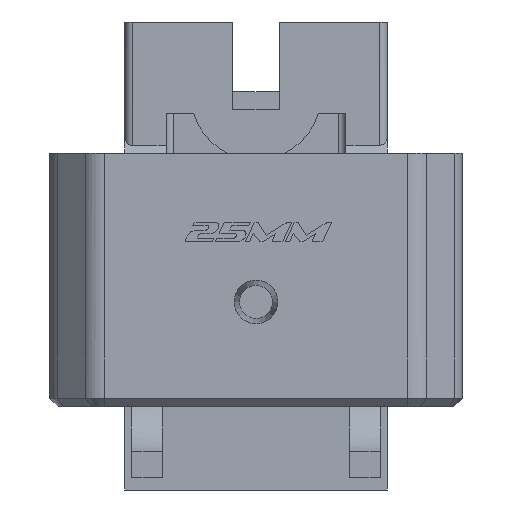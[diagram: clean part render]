
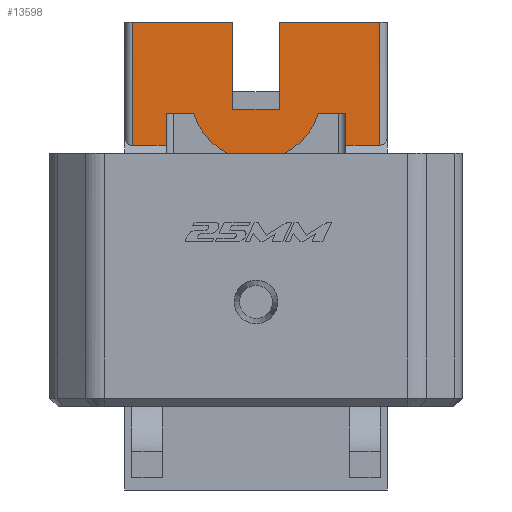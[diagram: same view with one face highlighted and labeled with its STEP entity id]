
A CAD part, left-side view. The second image highlights one B-rep face of the part: STEP entity #13598.
In plain terms, the highlighted planar face has unit normal (-1, 0, 0).
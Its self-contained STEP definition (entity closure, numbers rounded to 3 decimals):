
#372=PLANE('',#14474);
#854=FACE_OUTER_BOUND('',#1611,.T.);
#1611=EDGE_LOOP('',(#9862,#9863,#9864,#9865,#9866,#9867,#9868,#9869,#9870,
#9871,#9872,#9873,#9874,#9875));
#2465=CIRCLE('',#14475,7.445);
#2799=LINE('',#19788,#4210);
#2814=LINE('',#19822,#4225);
#2815=LINE('',#19825,#4226);
#2816=LINE('',#19828,#4227);
#2817=LINE('',#19830,#4228);
#2818=LINE('',#19832,#4229);
#2819=LINE('',#19834,#4230);
#2820=LINE('',#19836,#4231);
#2821=LINE('',#19838,#4232);
#2822=LINE('',#19840,#4233);
#2823=LINE('',#19842,#4234);
#2824=LINE('',#19844,#4235);
#2825=LINE('',#19845,#4236);
#4210=VECTOR('',#15622,1000.);
#4225=VECTOR('',#15649,1000.);
#4226=VECTOR('',#15652,1000.);
#4227=VECTOR('',#15655,1000.);
#4228=VECTOR('',#15656,1000.);
#4229=VECTOR('',#15657,1000.);
#4230=VECTOR('',#15658,1000.);
#4231=VECTOR('',#15659,1000.);
#4232=VECTOR('',#15660,1000.);
#4233=VECTOR('',#15661,1000.);
#4234=VECTOR('',#15662,1000.);
#4235=VECTOR('',#15663,1000.);
#4236=VECTOR('',#15664,1000.);
#6223=VERTEX_POINT('',#19785);
#6224=VERTEX_POINT('',#19787);
#6235=VERTEX_POINT('',#19816);
#6237=VERTEX_POINT('',#19820);
#6238=VERTEX_POINT('',#19824);
#6239=VERTEX_POINT('',#19827);
#6240=VERTEX_POINT('',#19829);
#6241=VERTEX_POINT('',#19831);
#6242=VERTEX_POINT('',#19833);
#6243=VERTEX_POINT('',#19835);
#6244=VERTEX_POINT('',#19837);
#6245=VERTEX_POINT('',#19839);
#6246=VERTEX_POINT('',#19841);
#6247=VERTEX_POINT('',#19843);
#7659=EDGE_CURVE('',#6223,#6224,#2799,.T.);
#7677=EDGE_CURVE('',#6237,#6235,#2814,.T.);
#7678=EDGE_CURVE('',#6238,#6224,#2815,.T.);
#7679=EDGE_CURVE('',#6223,#6235,#2465,.T.);
#7680=EDGE_CURVE('',#6239,#6237,#2816,.T.);
#7681=EDGE_CURVE('',#6239,#6240,#2817,.T.);
#7682=EDGE_CURVE('',#6240,#6241,#2818,.T.);
#7683=EDGE_CURVE('',#6242,#6241,#2819,.T.);
#7684=EDGE_CURVE('',#6242,#6243,#2820,.T.);
#7685=EDGE_CURVE('',#6244,#6243,#2821,.T.);
#7686=EDGE_CURVE('',#6245,#6244,#2822,.T.);
#7687=EDGE_CURVE('',#6246,#6245,#2823,.T.);
#7688=EDGE_CURVE('',#6246,#6247,#2824,.T.);
#7689=EDGE_CURVE('',#6247,#6238,#2825,.T.);
#9862=ORIENTED_EDGE('',*,*,#7678,.T.);
#9863=ORIENTED_EDGE('',*,*,#7659,.F.);
#9864=ORIENTED_EDGE('',*,*,#7679,.T.);
#9865=ORIENTED_EDGE('',*,*,#7677,.F.);
#9866=ORIENTED_EDGE('',*,*,#7680,.F.);
#9867=ORIENTED_EDGE('',*,*,#7681,.T.);
#9868=ORIENTED_EDGE('',*,*,#7682,.T.);
#9869=ORIENTED_EDGE('',*,*,#7683,.F.);
#9870=ORIENTED_EDGE('',*,*,#7684,.T.);
#9871=ORIENTED_EDGE('',*,*,#7685,.F.);
#9872=ORIENTED_EDGE('',*,*,#7686,.F.);
#9873=ORIENTED_EDGE('',*,*,#7687,.F.);
#9874=ORIENTED_EDGE('',*,*,#7688,.T.);
#9875=ORIENTED_EDGE('',*,*,#7689,.T.);
#13598=ADVANCED_FACE('',(#854),#372,.T.);
#14474=AXIS2_PLACEMENT_3D('',#19823,#15650,#15651);
#14475=AXIS2_PLACEMENT_3D('',#19826,#15653,#15654);
#15622=DIRECTION('',(0.,1.,0.));
#15649=DIRECTION('',(0.,1.,0.));
#15650=DIRECTION('center_axis',(-1.,0.,0.));
#15651=DIRECTION('ref_axis',(0.,0.,-1.));
#15652=DIRECTION('',(0.,0.,1.));
#15653=DIRECTION('center_axis',(-1.,0.,0.));
#15654=DIRECTION('ref_axis',(0.,0.,-1.));
#15655=DIRECTION('',(0.,0.,1.));
#15656=DIRECTION('',(0.,-1.,0.));
#15657=DIRECTION('',(0.,0.,1.));
#15658=DIRECTION('',(0.,-1.,0.));
#15659=DIRECTION('',(0.,0.,-1.));
#15660=DIRECTION('',(0.,-1.,0.));
#15661=DIRECTION('',(0.,0.,-1.));
#15662=DIRECTION('',(0.,-1.,0.));
#15663=DIRECTION('',(0.,0.,-1.));
#15664=DIRECTION('',(0.,-1.,0.));
#19785=CARTESIAN_POINT('',(54.306,7.133,31.564));
#19787=CARTESIAN_POINT('',(54.306,10.275,31.564));
#19788=CARTESIAN_POINT('',(54.306,-22.351,31.564));
#19816=CARTESIAN_POINT('',(54.306,-7.133,31.564));
#19820=CARTESIAN_POINT('',(54.306,-10.275,31.564));
#19822=CARTESIAN_POINT('',(54.306,-22.351,31.564));
#19823=CARTESIAN_POINT('Origin',(54.306,0.,
17.69));
#19824=CARTESIAN_POINT('',(54.306,10.275,27.9));
#19825=CARTESIAN_POINT('',(54.306,10.275,17.69));
#19826=CARTESIAN_POINT('Origin',(54.306,0.,
33.695));
#19827=CARTESIAN_POINT('',(54.306,-10.275,27.9));
#19828=CARTESIAN_POINT('',(54.306,-10.275,17.69));
#19829=CARTESIAN_POINT('',(54.306,-14.1,27.9));
#19830=CARTESIAN_POINT('',(54.306,-15.,27.9));
#19831=CARTESIAN_POINT('',(54.306,-14.1,42.));
#19832=CARTESIAN_POINT('',(54.306,-14.1,42.));
#19833=CARTESIAN_POINT('',(54.306,-2.65,42.));
#19834=CARTESIAN_POINT('',(54.306,0.,42.));
#19835=CARTESIAN_POINT('',(54.306,-2.65,32.));
#19836=CARTESIAN_POINT('',(54.306,-2.65,42.));
#19837=CARTESIAN_POINT('',(54.306,2.65,32.));
#19838=CARTESIAN_POINT('',(54.306,0.,32.));
#19839=CARTESIAN_POINT('',(54.306,2.65,42.));
#19840=CARTESIAN_POINT('',(54.306,2.65,42.));
#19841=CARTESIAN_POINT('',(54.306,14.1,42.));
#19842=CARTESIAN_POINT('',(54.306,0.,42.));
#19843=CARTESIAN_POINT('',(54.306,14.1,27.9));
#19844=CARTESIAN_POINT('',(54.306,14.1,17.69));
#19845=CARTESIAN_POINT('',(54.306,8.8,27.9));
